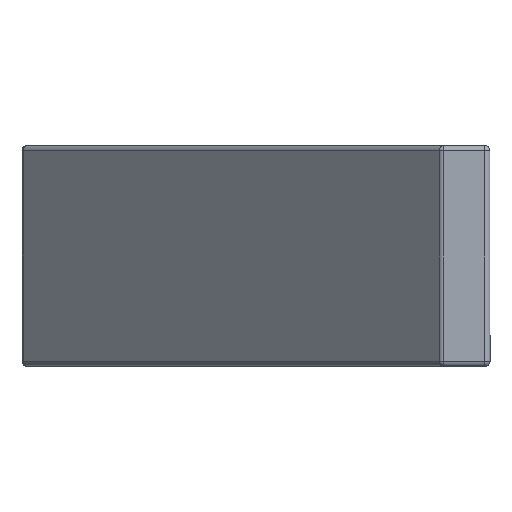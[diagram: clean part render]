
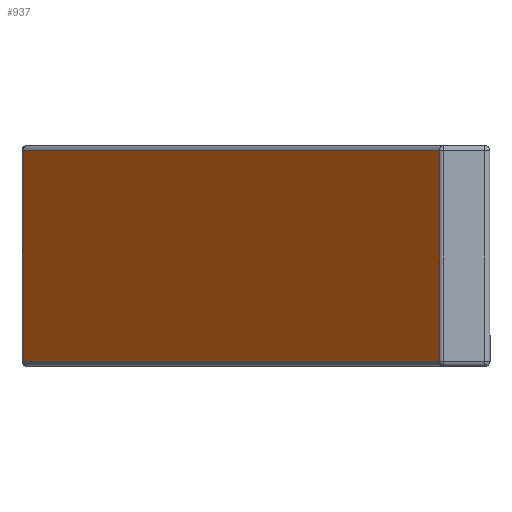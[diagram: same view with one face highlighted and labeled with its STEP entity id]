
A CAD part, left-side view. The second image highlights one B-rep face of the part: STEP entity #937.
In plain terms, the highlighted planar face has unit normal (-0.707, 0.707, 0).
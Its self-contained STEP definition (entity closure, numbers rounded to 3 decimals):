
#1 = ORIENTED_EDGE ( 'NONE', *, *, #788, .T. ) ;
#6 = CARTESIAN_POINT ( 'NONE',  ( -0.293, 81.207, 0. ) ) ;
#16 = ORIENTED_EDGE ( 'NONE', *, *, #410, .T. ) ;
#24 = DIRECTION ( 'NONE',  ( -0.707, -0.707, 0. ) ) ;
#132 = VERTEX_POINT ( 'NONE', #819 ) ;
#154 = ORIENTED_EDGE ( 'NONE', *, *, #629, .T. ) ;
#186 = CARTESIAN_POINT ( 'NONE',  ( -81.5, 0., 0. ) ) ;
#204 = VECTOR ( 'NONE', #754, 1000. ) ;
#237 = AXIS2_PLACEMENT_3D ( 'NONE', #186, #978, #24 ) ;
#294 = CARTESIAN_POINT ( 'NONE',  ( -81.207, 0.293, 0. ) ) ;
#316 = EDGE_LOOP ( 'NONE', ( #1, #16, #581, #154 ) ) ;
#332 = EDGE_CURVE ( 'NONE', #693, #132, #576, .T. ) ;
#410 = EDGE_CURVE ( 'NONE', #692, #693, #732, .T. ) ;
#424 = VECTOR ( 'NONE', #715, 1000. ) ;
#466 = CARTESIAN_POINT ( 'NONE',  ( -0.293, 81.207, 42. ) ) ;
#518 = VECTOR ( 'NONE', #967, 1000. ) ;
#576 = LINE ( 'NONE', #941, #590 ) ;
#581 = ORIENTED_EDGE ( 'NONE', *, *, #332, .T. ) ;
#588 = LINE ( 'NONE', #294, #204 ) ;
#590 = VECTOR ( 'NONE', #792, 1000. ) ;
#622 = CARTESIAN_POINT ( 'NONE',  ( -0.293, 81.207, 1. ) ) ;
#629 = EDGE_CURVE ( 'NONE', #132, #857, #588, .T. ) ;
#634 = CARTESIAN_POINT ( 'NONE',  ( -81.207, 0.293, 42. ) ) ;
#692 = VERTEX_POINT ( 'NONE', #466 ) ;
#693 = VERTEX_POINT ( 'NONE', #622 ) ;
#699 = FACE_OUTER_BOUND ( 'NONE', #316, .T. ) ;
#715 = DIRECTION ( 'NONE',  ( 0., 0., -1. ) ) ;
#723 = CARTESIAN_POINT ( 'NONE',  ( -81.5, 0., 42. ) ) ;
#732 = LINE ( 'NONE', #6, #424 ) ;
#744 = PLANE ( 'NONE',  #237 ) ;
#754 = DIRECTION ( 'NONE',  ( 0., 0., 1. ) ) ;
#761 = LINE ( 'NONE', #723, #518 ) ;
#788 = EDGE_CURVE ( 'NONE', #857, #692, #761, .T. ) ;
#792 = DIRECTION ( 'NONE',  ( -0.707, -0.707, 0. ) ) ;
#819 = CARTESIAN_POINT ( 'NONE',  ( -81.207, 0.293, 1. ) ) ;
#857 = VERTEX_POINT ( 'NONE', #634 ) ;
#937 = ADVANCED_FACE ( 'NONE', ( #699 ), #744, .T. ) ;
#941 = CARTESIAN_POINT ( 'NONE',  ( -81.5, 0., 1. ) ) ;
#967 = DIRECTION ( 'NONE',  ( 0.707, 0.707, 0. ) ) ;
#978 = DIRECTION ( 'NONE',  ( -0.707, 0.707, 0. ) ) ;
